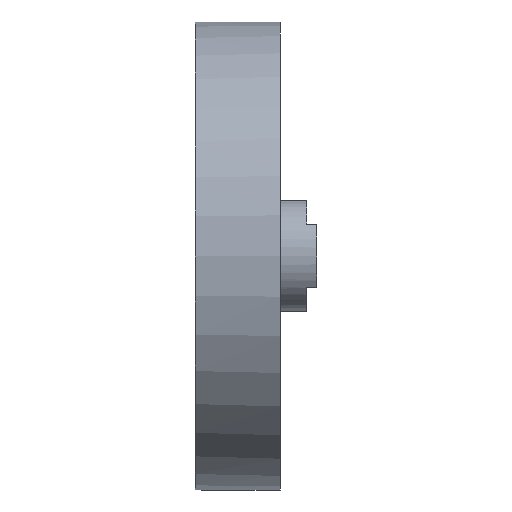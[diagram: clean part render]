
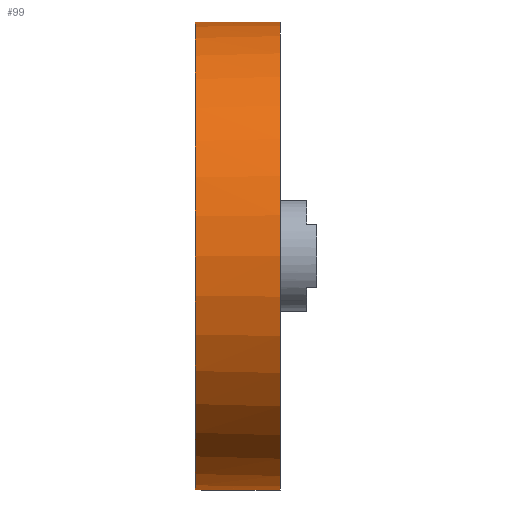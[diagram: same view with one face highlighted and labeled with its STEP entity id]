
A CAD part, left-side view. The second image highlights one B-rep face of the part: STEP entity #99.
In plain terms, the highlighted cylindrical face has radius 34.95 mm (diameter 69.9 mm), a partial arc.
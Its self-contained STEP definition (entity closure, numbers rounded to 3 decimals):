
#99 = ADVANCED_FACE ( 'NONE', ( #2775 ), #12636, .T. ) ;
#153 = ORIENTED_EDGE ( 'NONE', *, *, #6398, .T. ) ;
#524 = ORIENTED_EDGE ( 'NONE', *, *, #8812, .T. ) ;
#788 = DIRECTION ( 'NONE',  ( 0., 1., 0. ) ) ;
#948 = CARTESIAN_POINT ( 'NONE',  ( 0., -12.7, -34.95 ) ) ;
#1043 = CARTESIAN_POINT ( 'NONE',  ( -1., 0., -34.936 ) ) ;
#1060 = CARTESIAN_POINT ( 'NONE',  ( 0., -1., -34.95 ) ) ;
#1167 = CARTESIAN_POINT ( 'NONE',  ( -0.503, -0.874, 34.947 ) ) ;
#1226 = CARTESIAN_POINT ( 'NONE',  ( -1., 0., 34.936 ) ) ;
#1395 = B_SPLINE_CURVE_WITH_KNOTS ( 'NONE', 3,
 ( #9997, #11038, #9087, #3291, #5087, #10962, #9024, #4058, #11098, #1060 ),
 .UNSPECIFIED., .F., .F.,
 ( 4, 2, 2, 2, 4 ),
 ( 0., 0., 0.001, 0.001, 0.002 ),
 .UNSPECIFIED. ) ;
#1799 = VERTEX_POINT ( 'NONE', #2455 ) ;
#2123 = DIRECTION ( 'NONE',  ( 0., 1., 0. ) ) ;
#2455 = CARTESIAN_POINT ( 'NONE',  ( -1., 0., 34.936 ) ) ;
#2509 = ORIENTED_EDGE ( 'NONE', *, *, #7076, .T. ) ;
#2701 = CARTESIAN_POINT ( 'NONE',  ( 0., -1., -34.95 ) ) ;
#2715 = VERTEX_POINT ( 'NONE', #948 ) ;
#2744 = VECTOR ( 'NONE', #8458, 1000. ) ;
#2775 = FACE_OUTER_BOUND ( 'NONE', #7962, .T. ) ;
#2940 = AXIS2_PLACEMENT_3D ( 'NONE', #6899, #788, #10648 ) ;
#3291 = CARTESIAN_POINT ( 'NONE',  ( -0.874, -0.504, -34.939 ) ) ;
#3520 = CIRCLE ( 'NONE', #5571, 34.95 ) ;
#3544 = ORIENTED_EDGE ( 'NONE', *, *, #10025, .F. ) ;
#3673 = CARTESIAN_POINT ( 'NONE',  ( 0., -12.7, 34.95 ) ) ;
#4058 = CARTESIAN_POINT ( 'NONE',  ( -0.262, -0.974, -34.949 ) ) ;
#4235 = AXIS2_PLACEMENT_3D ( 'NONE', #6239, #2123, #10162 ) ;
#4549 = ORIENTED_EDGE ( 'NONE', *, *, #9985, .F. ) ;
#4601 = VERTEX_POINT ( 'NONE', #3673 ) ;
#5051 = VERTEX_POINT ( 'NONE', #1043 ) ;
#5071 = CARTESIAN_POINT ( 'NONE',  ( 0., -1., 34.95 ) ) ;
#5087 = CARTESIAN_POINT ( 'NONE',  ( -0.799, -0.615, -34.941 ) ) ;
#5129 = CARTESIAN_POINT ( 'NONE',  ( -1., -0.132, 34.936 ) ) ;
#5299 = DIRECTION ( 'NONE',  ( 0., 1., 0. ) ) ;
#5567 = CARTESIAN_POINT ( 'NONE',  ( 0., -12.7, -34.95 ) ) ;
#5571 = AXIS2_PLACEMENT_3D ( 'NONE', #10986, #5299, #8276 ) ;
#5858 = VERTEX_POINT ( 'NONE', #12313 ) ;
#6239 = CARTESIAN_POINT ( 'NONE',  ( 0., 0., 0. ) ) ;
#6398 = EDGE_CURVE ( 'NONE', #5051, #12206, #1395, .T. ) ;
#6899 = CARTESIAN_POINT ( 'NONE',  ( 0., -12.7, 0. ) ) ;
#7024 = CARTESIAN_POINT ( 'NONE',  ( -0.799, -0.615, 34.941 ) ) ;
#7076 = EDGE_CURVE ( 'NONE', #2715, #4601, #3520, .T. ) ;
#7140 = CARTESIAN_POINT ( 'NONE',  ( -0.13, -1., 34.95 ) ) ;
#7203 = CARTESIAN_POINT ( 'NONE',  ( -0.874, -0.504, 34.939 ) ) ;
#7272 = B_SPLINE_CURVE_WITH_KNOTS ( 'NONE', 3,
 ( #1226, #5129, #11977, #7203, #7024, #10940, #1167, #8113, #7140, #5071 ),
 .UNSPECIFIED., .F., .F.,
 ( 4, 2, 2, 2, 4 ),
 ( 0., 0., 0.001, 0.001, 0.002 ),
 .UNSPECIFIED. ) ;
#7641 = LINE ( 'NONE', #10607, #10147 ) ;
#7962 = EDGE_LOOP ( 'NONE', ( #9944, #2509, #524, #3544, #4549, #153 ) ) ;
#8113 = CARTESIAN_POINT ( 'NONE',  ( -0.262, -0.974, 34.949 ) ) ;
#8276 = DIRECTION ( 'NONE',  ( 0., 0., 1. ) ) ;
#8372 = EDGE_CURVE ( 'NONE', #2715, #12206, #12404, .T. ) ;
#8458 = DIRECTION ( 'NONE',  ( 0., 1., 0. ) ) ;
#8812 = EDGE_CURVE ( 'NONE', #4601, #5858, #7641, .T. ) ;
#9024 = CARTESIAN_POINT ( 'NONE',  ( -0.503, -0.874, -34.947 ) ) ;
#9087 = CARTESIAN_POINT ( 'NONE',  ( -0.974, -0.262, -34.936 ) ) ;
#9808 = CIRCLE ( 'NONE', #4235, 34.95 ) ;
#9944 = ORIENTED_EDGE ( 'NONE', *, *, #8372, .F. ) ;
#9985 = EDGE_CURVE ( 'NONE', #5051, #1799, #9808, .T. ) ;
#9997 = CARTESIAN_POINT ( 'NONE',  ( -1., 0., -34.936 ) ) ;
#10025 = EDGE_CURVE ( 'NONE', #1799, #5858, #7272, .T. ) ;
#10147 = VECTOR ( 'NONE', #10674, 1000. ) ;
#10162 = DIRECTION ( 'NONE',  ( 0., 0., 1. ) ) ;
#10607 = CARTESIAN_POINT ( 'NONE',  ( 0., -12.7, 34.95 ) ) ;
#10648 = DIRECTION ( 'NONE',  ( 0., 0., 1. ) ) ;
#10674 = DIRECTION ( 'NONE',  ( 0., 1., 0. ) ) ;
#10940 = CARTESIAN_POINT ( 'NONE',  ( -0.615, -0.8, 34.945 ) ) ;
#10962 = CARTESIAN_POINT ( 'NONE',  ( -0.615, -0.8, -34.945 ) ) ;
#10986 = CARTESIAN_POINT ( 'NONE',  ( 0., -12.7, 0. ) ) ;
#11038 = CARTESIAN_POINT ( 'NONE',  ( -1., -0.132, -34.936 ) ) ;
#11098 = CARTESIAN_POINT ( 'NONE',  ( -0.13, -1., -34.95 ) ) ;
#11977 = CARTESIAN_POINT ( 'NONE',  ( -0.974, -0.262, 34.936 ) ) ;
#12206 = VERTEX_POINT ( 'NONE', #2701 ) ;
#12313 = CARTESIAN_POINT ( 'NONE',  ( 0., -1., 34.95 ) ) ;
#12404 = LINE ( 'NONE', #5567, #2744 ) ;
#12636 = CYLINDRICAL_SURFACE ( 'NONE', #2940, 34.95 ) ;
